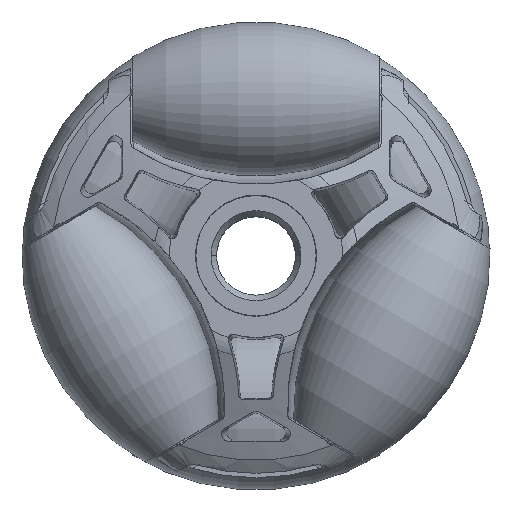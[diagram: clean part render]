
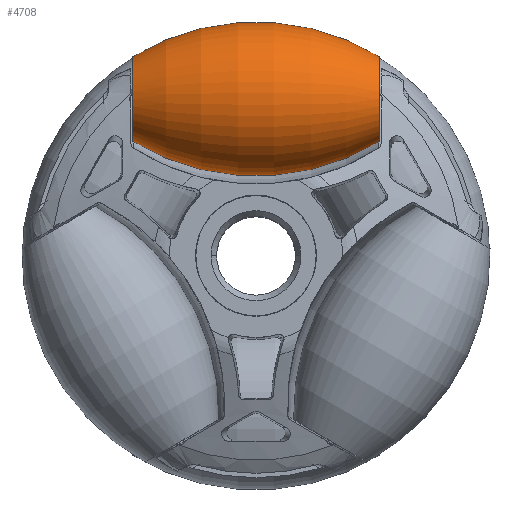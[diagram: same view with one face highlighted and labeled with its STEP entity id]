
A CAD part, top view. The second image highlights one B-rep face of the part: STEP entity #4708.
In plain terms, the highlighted toroidal (fillet/blend) face has major radius 16.53 mm and minor radius 24.53 mm.
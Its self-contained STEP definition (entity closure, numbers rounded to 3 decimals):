
#612 = DIRECTION ( 'NONE',  ( -1., 0., 0. ) ) ;
#1156 = DIRECTION ( 'NONE',  ( 1., 0., 0. ) ) ;
#1642 = AXIS2_PLACEMENT_3D ( 'NONE', #7565, #1156, #11467 ) ;
#1703 = DIRECTION ( 'NONE',  ( 0., 1., 0. ) ) ;
#2175 = VERTEX_POINT ( 'NONE', #14667 ) ;
#2574 = TOROIDAL_SURFACE ( 'NONE', #15085, -16.53, 24.53 ) ;
#2945 = VERTEX_POINT ( 'NONE', #24652 ) ;
#3085 = VERTEX_POINT ( 'NONE', #5676 ) ;
#3205 = CIRCLE ( 'NONE', #22854, 24.53 ) ;
#3770 = DIRECTION ( 'NONE',  ( 0., 0., 1. ) ) ;
#3927 = CARTESIAN_POINT ( 'NONE',  ( 0., 16.3, 10.75 ) ) ;
#4461 = CARTESIAN_POINT ( 'NONE',  ( 0., -0.23, 10.75 ) ) ;
#4708 = ADVANCED_FACE ( 'NONE', ( #20140 ), #2574, .T. ) ;
#5421 = AXIS2_PLACEMENT_3D ( 'NONE', #4461, #12417, #20413 ) ;
#5676 = CARTESIAN_POINT ( 'NONE',  ( -12.8, 11.904, 10.75 ) ) ;
#6257 = CIRCLE ( 'NONE', #5421, 24.53 ) ;
#7565 = CARTESIAN_POINT ( 'NONE',  ( -12.8, 16.3, 10.75 ) ) ;
#8575 = ORIENTED_EDGE ( 'NONE', *, *, #25870, .T. ) ;
#8596 = DIRECTION ( 'NONE',  ( 0., 1., 0. ) ) ;
#11467 = DIRECTION ( 'NONE',  ( 0., 1., 0. ) ) ;
#11753 = ORIENTED_EDGE ( 'NONE', *, *, #23704, .T. ) ;
#12129 = EDGE_CURVE ( 'NONE', #2175, #2945, #13755, .T. ) ;
#12417 = DIRECTION ( 'NONE',  ( 0., 0., -1. ) ) ;
#12915 = CIRCLE ( 'NONE', #1642, 4.396 ) ;
#13461 = EDGE_LOOP ( 'NONE', ( #8575, #11753, #19780, #23261 ) ) ;
#13755 = CIRCLE ( 'NONE', #20881, 4.396 ) ;
#13981 = DIRECTION ( 'NONE',  ( 1., 0., 0. ) ) ;
#14667 = CARTESIAN_POINT ( 'NONE',  ( 12.8, 11.904, 10.75 ) ) ;
#14876 = CARTESIAN_POINT ( 'NONE',  ( -12.8, 20.696, 10.75 ) ) ;
#15085 = AXIS2_PLACEMENT_3D ( 'NONE', #3927, #13981, #1703 ) ;
#19780 = ORIENTED_EDGE ( 'NONE', *, *, #12129, .T. ) ;
#20140 = FACE_OUTER_BOUND ( 'NONE', #13461, .T. ) ;
#20413 = DIRECTION ( 'NONE',  ( 0., 1., 0. ) ) ;
#20621 = VERTEX_POINT ( 'NONE', #14876 ) ;
#20881 = AXIS2_PLACEMENT_3D ( 'NONE', #24561, #612, #8596 ) ;
#21587 = CARTESIAN_POINT ( 'NONE',  ( 0., 32.83, 10.75 ) ) ;
#22854 = AXIS2_PLACEMENT_3D ( 'NONE', #21587, #3770, #23681 ) ;
#23261 = ORIENTED_EDGE ( 'NONE', *, *, #25721, .F. ) ;
#23681 = DIRECTION ( 'NONE',  ( 0., -1., 0. ) ) ;
#23704 = EDGE_CURVE ( 'NONE', #3085, #2175, #3205, .T. ) ;
#24561 = CARTESIAN_POINT ( 'NONE',  ( 12.8, 16.3, 10.75 ) ) ;
#24652 = CARTESIAN_POINT ( 'NONE',  ( 12.8, 20.696, 10.75 ) ) ;
#25721 = EDGE_CURVE ( 'NONE', #20621, #2945, #6257, .T. ) ;
#25870 = EDGE_CURVE ( 'NONE', #20621, #3085, #12915, .T. ) ;
